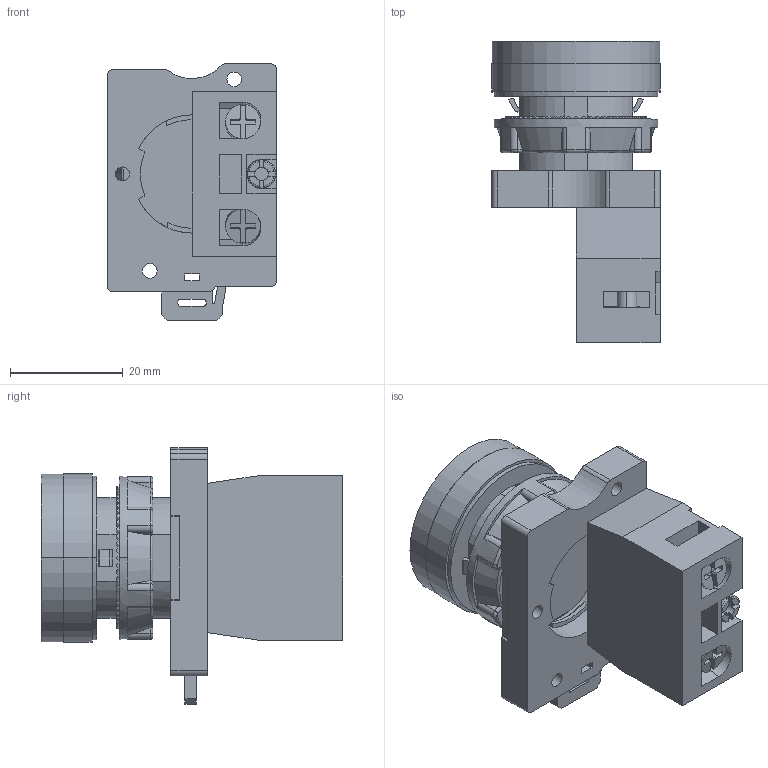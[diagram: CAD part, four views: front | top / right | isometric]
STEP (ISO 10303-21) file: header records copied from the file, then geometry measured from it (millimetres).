
FILE_DESCRIPTION((''),'2;1');
FILE_NAME('PRT0001','2024-05-10T',('Administrator'),('zyb.com'),'PRO/ENGINEER BY PARAMETRIC TECHNOLOGY CORPORATION, 2010280','PRO/ENGINEER BY PARAMETRIC TECHNOLOGY CORPORATION, 2010280','');
FILE_SCHEMA(('CONFIG_CONTROL_DESIGN','SHAPE_APPEARANCE_LAYERS_GROUPS'));
Length unit declared in the file: millimetre
Products named in the file (1): PRT0001
Bounding box: 30 x 53.5 x 45.5 mm (x, y, z)
Volume: 26754.7 mm3; surface area: 13392.7 mm2
Topology: 1 solids, 1 shells, 892 faces, 2433 edges, 1567 vertices
Faces by surface type: plane 391, cylinder 277, bspline 186, torus 24, cone 10, extrusion 4
Entity records: 40512 total; most frequent: CARTESIAN_POINT 9900, ORIENTED_EDGE 4866, DIRECTION 3999, PRESENTATION_STYLE_ASSIGNMENT 2563, STYLED_ITEM 2438, CURVE_STYLE 2437, EDGE_CURVE 2433, VERTEX_POINT 1567
